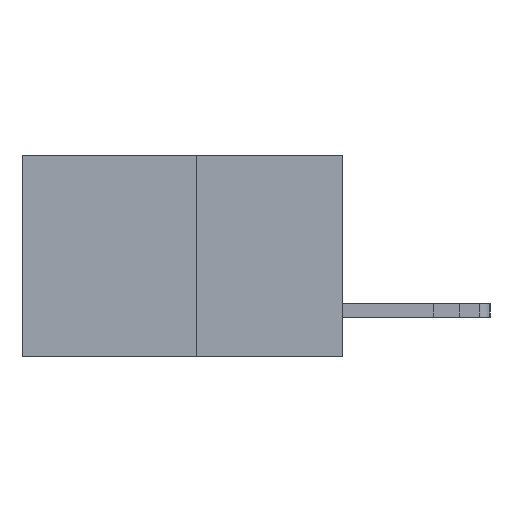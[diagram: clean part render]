
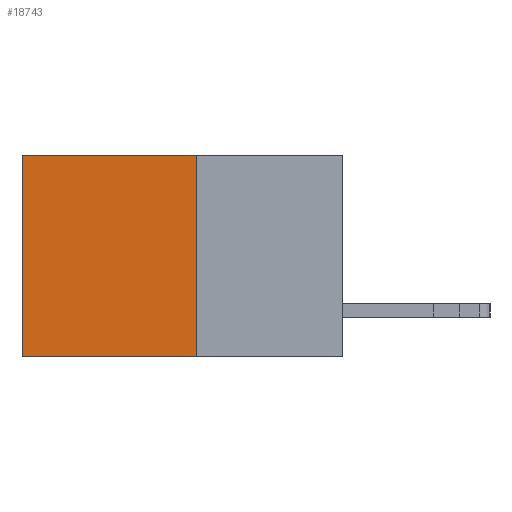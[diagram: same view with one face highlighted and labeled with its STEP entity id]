
A CAD part, left-side view. The second image highlights one B-rep face of the part: STEP entity #18743.
In plain terms, the highlighted planar face has unit normal (-1, 0, 0).
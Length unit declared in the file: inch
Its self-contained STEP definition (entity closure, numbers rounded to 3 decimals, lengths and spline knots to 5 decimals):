
#42 = ORIENTED_EDGE ( 'NONE', *, *, #8998, .F. ) ;
#668 = EDGE_CURVE ( 'NONE', #11799, #3283, #3260, .T. ) ;
#2256 = CARTESIAN_POINT ( 'NONE',  ( 0.277, 0.27, -0.37 ) ) ;
#2772 = LINE ( 'NONE', #2256, #20446 ) ;
#2814 = EDGE_LOOP ( 'NONE', ( #15694, #10585, #42, #5680 ) ) ;
#3260 = LINE ( 'NONE', #13139, #12066 ) ;
#3269 = CARTESIAN_POINT ( 'NONE',  ( 0.277, 0.27, 0. ) ) ;
#3283 = VERTEX_POINT ( 'NONE', #14684 ) ;
#4999 = EDGE_CURVE ( 'NONE', #12946, #11799, #14653, .T. ) ;
#5092 = DIRECTION ( 'NONE',  ( 1., 0., 0. ) ) ;
#5366 = CARTESIAN_POINT ( 'NONE',  ( 0.277, 0.27, 0. ) ) ;
#5680 = ORIENTED_EDGE ( 'NONE', *, *, #4999, .T. ) ;
#6489 = LINE ( 'NONE', #20004, #11665 ) ;
#7150 = DIRECTION ( 'NONE',  ( 0., 1., 0. ) ) ;
#8998 = EDGE_CURVE ( 'NONE', #12946, #21667, #6489, .T. ) ;
#9476 = VECTOR ( 'NONE', #7150, 39.37008 ) ;
#10290 = EDGE_CURVE ( 'NONE', #21667, #3283, #2772, .T. ) ;
#10585 = ORIENTED_EDGE ( 'NONE', *, *, #10290, .F. ) ;
#11198 = DIRECTION ( 'NONE',  ( 0., 0., -1. ) ) ;
#11584 = DIRECTION ( 'NONE',  ( 0., 0., -1. ) ) ;
#11665 = VECTOR ( 'NONE', #11198, 39.37008 ) ;
#11799 = VERTEX_POINT ( 'NONE', #19435 ) ;
#12038 = CARTESIAN_POINT ( 'NONE',  ( 0.277, 0.27, -0.37 ) ) ;
#12066 = VECTOR ( 'NONE', #11584, 39.37008 ) ;
#12798 = DIRECTION ( 'NONE',  ( 0., 1., 0. ) ) ;
#12946 = VERTEX_POINT ( 'NONE', #3269 ) ;
#13139 = CARTESIAN_POINT ( 'NONE',  ( 0.277, 0.59, -0.37 ) ) ;
#13622 = AXIS2_PLACEMENT_3D ( 'NONE', #12038, #5092, #17339 ) ;
#14653 = LINE ( 'NONE', #5366, #9476 ) ;
#14684 = CARTESIAN_POINT ( 'NONE',  ( 0.277, 0.59, -0.37 ) ) ;
#15448 = FACE_OUTER_BOUND ( 'NONE', #2814, .T. ) ;
#15559 = PLANE ( 'NONE',  #13622 ) ;
#15694 = ORIENTED_EDGE ( 'NONE', *, *, #668, .T. ) ;
#17339 = DIRECTION ( 'NONE',  ( 0., 0., -1. ) ) ;
#18743 = ADVANCED_FACE ( 'NONE', ( #15448 ), #15559, .F. ) ;
#19435 = CARTESIAN_POINT ( 'NONE',  ( 0.277, 0.59, 0. ) ) ;
#20004 = CARTESIAN_POINT ( 'NONE',  ( 0.277, 0.27, -0.37 ) ) ;
#20135 = CARTESIAN_POINT ( 'NONE',  ( 0.277, 0.27, -0.37 ) ) ;
#20446 = VECTOR ( 'NONE', #12798, 39.37008 ) ;
#21667 = VERTEX_POINT ( 'NONE', #20135 ) ;
